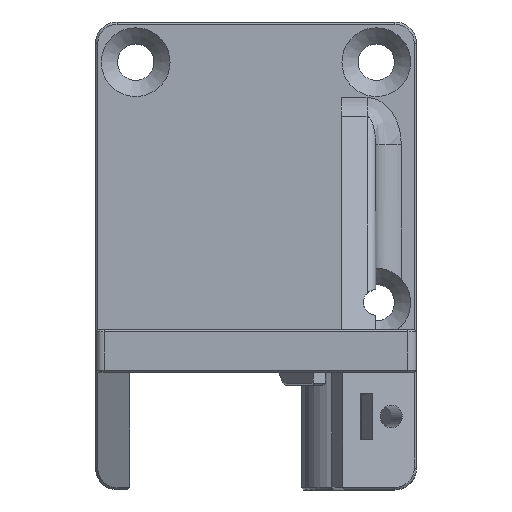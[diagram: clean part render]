
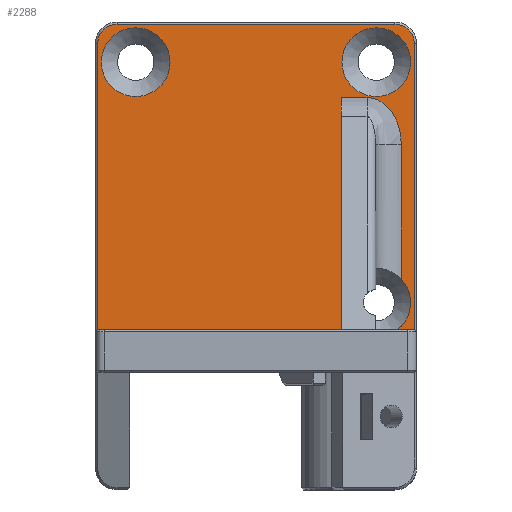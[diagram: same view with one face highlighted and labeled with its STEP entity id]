
A CAD part, top view. The second image highlights one B-rep face of the part: STEP entity #2288.
In plain terms, the highlighted planar face has unit normal (0, 0, 1).
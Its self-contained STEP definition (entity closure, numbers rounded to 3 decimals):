
#19=ELLIPSE('',#2468,10.939,8.);
#104=FACE_BOUND('',#438,.T.);
#105=FACE_BOUND('',#439,.T.);
#156=CIRCLE('',#2457,4.5);
#159=CIRCLE('',#2464,4.5);
#161=CIRCLE('',#2469,8.);
#162=CIRCLE('',#2470,8.);
#163=CIRCLE('',#2471,8.);
#164=CIRCLE('',#2472,8.);
#294=FACE_OUTER_BOUND('',#437,.T.);
#437=EDGE_LOOP('',(#1859,#1860,#1861,#1862,#1863,#1864,#1865,#1866,#1867,
#1868,#1869,#1870,#1871));
#438=EDGE_LOOP('',(#1872));
#439=EDGE_LOOP('',(#1873));
#649=LINE('',#3827,#872);
#659=LINE('',#3854,#882);
#665=LINE('',#3868,#888);
#666=LINE('',#3871,#889);
#667=LINE('',#3873,#890);
#668=LINE('',#3875,#891);
#669=LINE('',#3879,#892);
#670=LINE('',#3884,#893);
#872=VECTOR('',#2899,10.);
#882=VECTOR('',#2929,10.);
#888=VECTOR('',#2945,10.);
#889=VECTOR('',#2948,10.);
#890=VECTOR('',#2949,10.);
#891=VECTOR('',#2950,10.);
#892=VECTOR('',#2953,10.);
#893=VECTOR('',#2958,10.);
#1081=VERTEX_POINT('',#3825);
#1082=VERTEX_POINT('',#3826);
#1086=VERTEX_POINT('',#3843);
#1089=VERTEX_POINT('',#3853);
#1091=VERTEX_POINT('',#3859);
#1092=VERTEX_POINT('',#3863);
#1093=VERTEX_POINT('',#3870);
#1094=VERTEX_POINT('',#3872);
#1095=VERTEX_POINT('',#3874);
#1096=VERTEX_POINT('',#3876);
#1097=VERTEX_POINT('',#3878);
#1098=VERTEX_POINT('',#3880);
#1099=VERTEX_POINT('',#3882);
#1100=VERTEX_POINT('',#3885);
#1101=VERTEX_POINT('',#3887);
#1353=EDGE_CURVE('',#1081,#1082,#649,.T.);
#1362=EDGE_CURVE('',#1082,#1086,#156,.T.);
#1367=EDGE_CURVE('',#1086,#1089,#659,.T.);
#1372=EDGE_CURVE('',#1089,#1092,#159,.T.);
#1375=EDGE_CURVE('',#1092,#1091,#665,.T.);
#1376=EDGE_CURVE('',#1081,#1093,#666,.T.);
#1377=EDGE_CURVE('',#1093,#1094,#667,.T.);
#1378=EDGE_CURVE('',#1095,#1094,#668,.T.);
#1379=EDGE_CURVE('',#1096,#1095,#19,.T.);
#1380=EDGE_CURVE('',#1097,#1096,#669,.T.);
#1381=EDGE_CURVE('',#1097,#1098,#161,.T.);
#1382=EDGE_CURVE('',#1098,#1099,#162,.T.);
#1383=EDGE_CURVE('',#1099,#1091,#670,.T.);
#1384=EDGE_CURVE('',#1100,#1100,#163,.T.);
#1385=EDGE_CURVE('',#1101,#1101,#164,.T.);
#1859=ORIENTED_EDGE('',*,*,#1375,.F.);
#1860=ORIENTED_EDGE('',*,*,#1372,.F.);
#1861=ORIENTED_EDGE('',*,*,#1367,.F.);
#1862=ORIENTED_EDGE('',*,*,#1362,.F.);
#1863=ORIENTED_EDGE('',*,*,#1353,.F.);
#1864=ORIENTED_EDGE('',*,*,#1376,.T.);
#1865=ORIENTED_EDGE('',*,*,#1377,.T.);
#1866=ORIENTED_EDGE('',*,*,#1378,.F.);
#1867=ORIENTED_EDGE('',*,*,#1379,.F.);
#1868=ORIENTED_EDGE('',*,*,#1380,.F.);
#1869=ORIENTED_EDGE('',*,*,#1381,.T.);
#1870=ORIENTED_EDGE('',*,*,#1382,.T.);
#1871=ORIENTED_EDGE('',*,*,#1383,.T.);
#1872=ORIENTED_EDGE('',*,*,#1384,.T.);
#1873=ORIENTED_EDGE('',*,*,#1385,.T.);
#2190=PLANE('',#2467);
#2288=ADVANCED_FACE('',(#294,#104,#105),#2190,.T.);
#2457=AXIS2_PLACEMENT_3D('',#3844,#2917,#2918);
#2464=AXIS2_PLACEMENT_3D('',#3864,#2938,#2939);
#2467=AXIS2_PLACEMENT_3D('',#3869,#2946,#2947);
#2468=AXIS2_PLACEMENT_3D('',#3877,#2951,#2952);
#2469=AXIS2_PLACEMENT_3D('',#3881,#2954,#2955);
#2470=AXIS2_PLACEMENT_3D('',#3883,#2956,#2957);
#2471=AXIS2_PLACEMENT_3D('',#3886,#2959,#2960);
#2472=AXIS2_PLACEMENT_3D('',#3888,#2961,#2962);
#2899=DIRECTION('',(0.,1.,0.));
#2917=DIRECTION('center_axis',(0.,0.,
-1.));
#2918=DIRECTION('ref_axis',(0.,1.,0.));
#2929=DIRECTION('',(1.,0.,0.));
#2938=DIRECTION('center_axis',(0.,0.,
-1.));
#2939=DIRECTION('ref_axis',(1.,0.,0.));
#2945=DIRECTION('',(0.,-1.,0.));
#2946=DIRECTION('center_axis',(0.,0.,
1.));
#2947=DIRECTION('ref_axis',(-1.,0.,0.));
#2948=DIRECTION('',(1.,0.,0.));
#2949=DIRECTION('',(0.,1.,0.));
#2950=DIRECTION('',(-1.,0.,0.));
#2951=DIRECTION('center_axis',(0.,0.,
1.));
#2952=DIRECTION('ref_axis',(0.,1.,0.));
#2953=DIRECTION('',(0.,1.,0.));
#2954=DIRECTION('center_axis',(0.,0.,
-1.));
#2955=DIRECTION('ref_axis',(-1.,0.,0.));
#2956=DIRECTION('center_axis',(0.,0.,
-1.));
#2957=DIRECTION('ref_axis',(-1.,0.,0.));
#2958=DIRECTION('',(1.,0.,0.));
#2959=DIRECTION('center_axis',(0.,0.,
-1.));
#2960=DIRECTION('ref_axis',(1.,0.,0.));
#2961=DIRECTION('center_axis',(0.,0.,
-1.));
#2962=DIRECTION('ref_axis',(0.,-1.,0.));
#3825=CARTESIAN_POINT('',(-36.85,271.748,32.649));
#3826=CARTESIAN_POINT('',(-36.85,338.448,32.649));
#3827=CARTESIAN_POINT('',(-36.85,320.523,32.649));
#3843=CARTESIAN_POINT('',(-32.35,342.948,32.649));
#3844=CARTESIAN_POINT('Origin',(-32.35,338.448,32.649));
#3853=CARTESIAN_POINT('',(32.35,342.948,32.649));
#3854=CARTESIAN_POINT('',(16.175,342.948,32.649));
#3859=CARTESIAN_POINT('',(36.85,271.748,32.649));
#3863=CARTESIAN_POINT('',(36.85,338.448,32.649));
#3864=CARTESIAN_POINT('Origin',(32.35,338.448,32.649));
#3868=CARTESIAN_POINT('',(36.85,282.173,32.649));
#3869=CARTESIAN_POINT('Origin',(0.,302.598,
32.649));
#3870=CARTESIAN_POINT('',(19.85,271.748,32.649));
#3871=CARTESIAN_POINT('',(-4.625,271.748,32.649));
#3872=CARTESIAN_POINT('',(19.85,325.832,32.649));
#3873=CARTESIAN_POINT('',(19.85,297.542,32.649));
#3874=CARTESIAN_POINT('',(25.85,325.832,32.649));
#3875=CARTESIAN_POINT('',(9.925,325.832,32.649));
#3876=CARTESIAN_POINT('',(33.85,314.893,32.649));
#3877=CARTESIAN_POINT('Origin',(25.85,314.893,32.649));
#3878=CARTESIAN_POINT('',(33.85,283.555,32.649));
#3879=CARTESIAN_POINT('',(33.85,297.542,32.649));
#3880=CARTESIAN_POINT('',(36.,278.098,32.649));
#3881=CARTESIAN_POINT('Origin',(28.,278.098,32.649));
#3882=CARTESIAN_POINT('',(32.866,271.748,32.649));
#3883=CARTESIAN_POINT('Origin',(28.,278.098,32.649));
#3884=CARTESIAN_POINT('',(-4.625,271.748,32.649));
#3885=CARTESIAN_POINT('',(-36.,334.098,32.649));
#3886=CARTESIAN_POINT('Origin',(-28.,334.098,32.649));
#3887=CARTESIAN_POINT('',(28.,342.098,32.649));
#3888=CARTESIAN_POINT('Origin',(28.,334.098,32.649));
